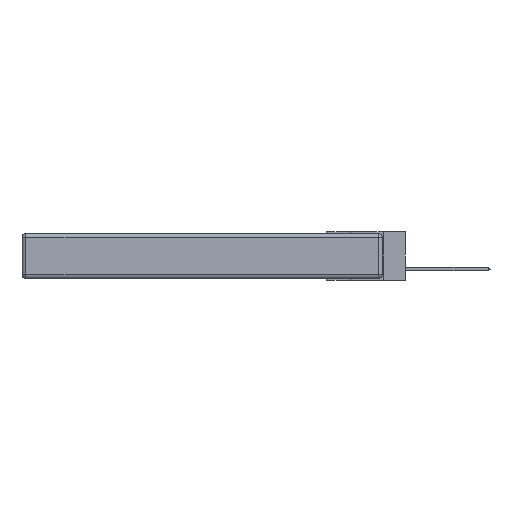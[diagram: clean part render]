
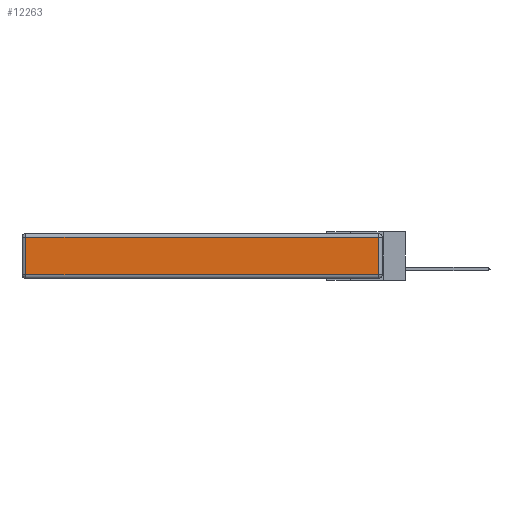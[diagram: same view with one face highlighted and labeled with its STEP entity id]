
A CAD part, left-side view. The second image highlights one B-rep face of the part: STEP entity #12263.
In plain terms, the highlighted planar face has unit normal (-1, 0, 0).
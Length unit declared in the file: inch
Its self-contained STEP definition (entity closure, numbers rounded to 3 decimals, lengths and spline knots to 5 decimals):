
#1661 = CARTESIAN_POINT ( 'NONE',  ( 0., 2.75, -0.03 ) ) ;
#1934 = CARTESIAN_POINT ( 'NONE',  ( 0., 0., -0.343 ) ) ;
#2620 = CARTESIAN_POINT ( 'NONE',  ( 0., 0., -0.313 ) ) ;
#3130 = DIRECTION ( 'NONE',  ( 0., 0., 1. ) ) ;
#3134 = LINE ( 'NONE', #4615, #14555 ) ;
#4023 = FACE_OUTER_BOUND ( 'NONE', #17238, .T. ) ;
#4333 = DIRECTION ( 'NONE',  ( 0., 1., 0. ) ) ;
#4577 = EDGE_CURVE ( 'NONE', #8375, #14696, #6908, .T. ) ;
#4615 = CARTESIAN_POINT ( 'NONE',  ( 0., 0.03, -0.343 ) ) ;
#4715 = LINE ( 'NONE', #1661, #15046 ) ;
#5535 = EDGE_CURVE ( 'NONE', #14696, #16202, #3134, .T. ) ;
#5717 = ORIENTED_EDGE ( 'NONE', *, *, #13321, .T. ) ;
#5939 = DIRECTION ( 'NONE',  ( -1., 0., 0. ) ) ;
#6247 = CARTESIAN_POINT ( 'NONE',  ( 0., 0.03, -0.03 ) ) ;
#6908 = LINE ( 'NONE', #2620, #17673 ) ;
#7138 = DIRECTION ( 'NONE',  ( 0., 0., 1. ) ) ;
#7505 = PLANE ( 'NONE',  #13199 ) ;
#8375 = VERTEX_POINT ( 'NONE', #13437 ) ;
#9872 = EDGE_CURVE ( 'NONE', #16893, #8375, #18063, .T. ) ;
#10081 = ORIENTED_EDGE ( 'NONE', *, *, #4577, .T. ) ;
#10122 = CARTESIAN_POINT ( 'NONE',  ( 0., 0.03, -0.313 ) ) ;
#10316 = DIRECTION ( 'NONE',  ( 0., 0., -1. ) ) ;
#10401 = CARTESIAN_POINT ( 'NONE',  ( 0., 2.72, -0.03 ) ) ;
#10804 = VECTOR ( 'NONE', #10316, 39.37008 ) ;
#12246 = ORIENTED_EDGE ( 'NONE', *, *, #5535, .T. ) ;
#12263 = ADVANCED_FACE ( 'NONE', ( #4023 ), #7505, .T. ) ;
#13199 = AXIS2_PLACEMENT_3D ( 'NONE', #1934, #5939, #3130 ) ;
#13321 = EDGE_CURVE ( 'NONE', #16202, #16893, #4715, .T. ) ;
#13437 = CARTESIAN_POINT ( 'NONE',  ( 0., 2.72, -0.313 ) ) ;
#14309 = CARTESIAN_POINT ( 'NONE',  ( 0., 2.72, -0.343 ) ) ;
#14555 = VECTOR ( 'NONE', #7138, 39.37008 ) ;
#14696 = VERTEX_POINT ( 'NONE', #10122 ) ;
#15046 = VECTOR ( 'NONE', #4333, 39.37008 ) ;
#16202 = VERTEX_POINT ( 'NONE', #6247 ) ;
#16308 = ORIENTED_EDGE ( 'NONE', *, *, #9872, .T. ) ;
#16620 = DIRECTION ( 'NONE',  ( 0., -1., 0. ) ) ;
#16893 = VERTEX_POINT ( 'NONE', #10401 ) ;
#17238 = EDGE_LOOP ( 'NONE', ( #10081, #12246, #5717, #16308 ) ) ;
#17673 = VECTOR ( 'NONE', #16620, 39.37008 ) ;
#18063 = LINE ( 'NONE', #14309, #10804 ) ;
